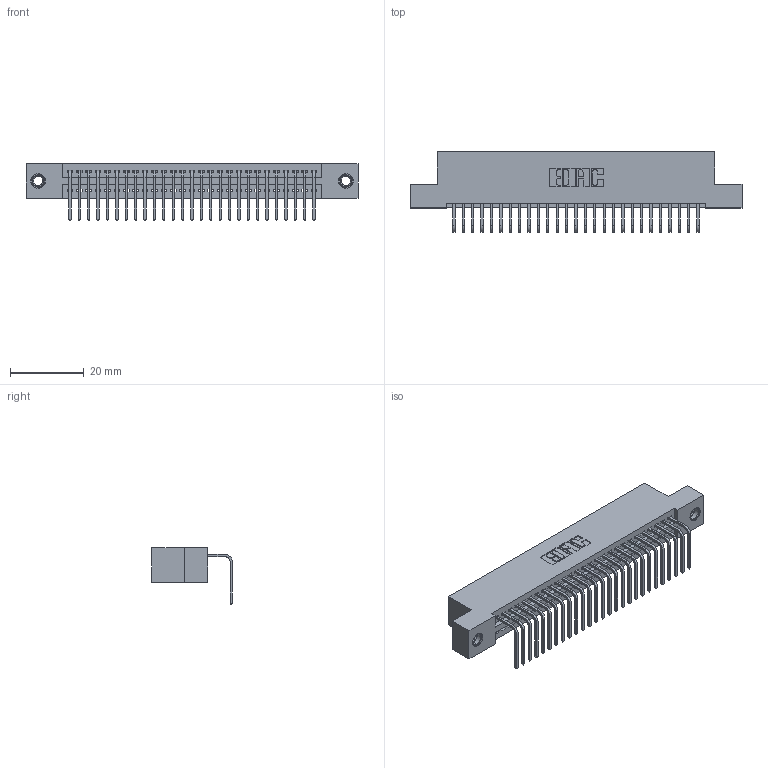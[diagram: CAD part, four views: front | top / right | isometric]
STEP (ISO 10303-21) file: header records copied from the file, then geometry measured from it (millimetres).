
FILE_DESCRIPTION (( 'STEP AP203' ), '1' );
FILE_NAME ('395-027-558-107.STEP', '2018-11-10T06:37:13', ( '' ), ( '' ), 'SwSTEP 2.0', 'SolidWorks 2016', '' );
FILE_SCHEMA (( 'CONFIG_CONTROL_DESIGN' ));
Length unit declared in the file: inch
Products named in the file (4): 345-292-001_558 Tail - 2; 345 Part_Flush Mounting Lugs - 0.156 Dia-TI; 395-027-558-107; 345-250-001_345-250-005-103
Assembly tree (30 placements, depth 2):
  395-027-558-107
    345 Part_Flush Mounting Lugs - 0.156 Dia-TI
    345-292-001_558 Tail - 2  x27
    345-250-001_345-250-005-103  x2
Bounding box: 89.79 x 21.83 x 15.37 mm (x, y, z)
Volume: 8481.8 mm3; surface area: 11628.9 mm2
Topology: 30 solids, 30 shells, 1806 faces, 5391 edges, 3550 vertices
Faces by surface type: plane 1246, cylinder 544, cone 12, torus 4
Entity records: 23610 total; most frequent: CARTESIAN_POINT 4072, ORIENTED_EDGE 4026, DIRECTION 3605, EDGE_CURVE 2013, LINE 1753, VECTOR 1753, VERTEX_POINT 1336, AXIS2_PLACEMENT_3D 926
